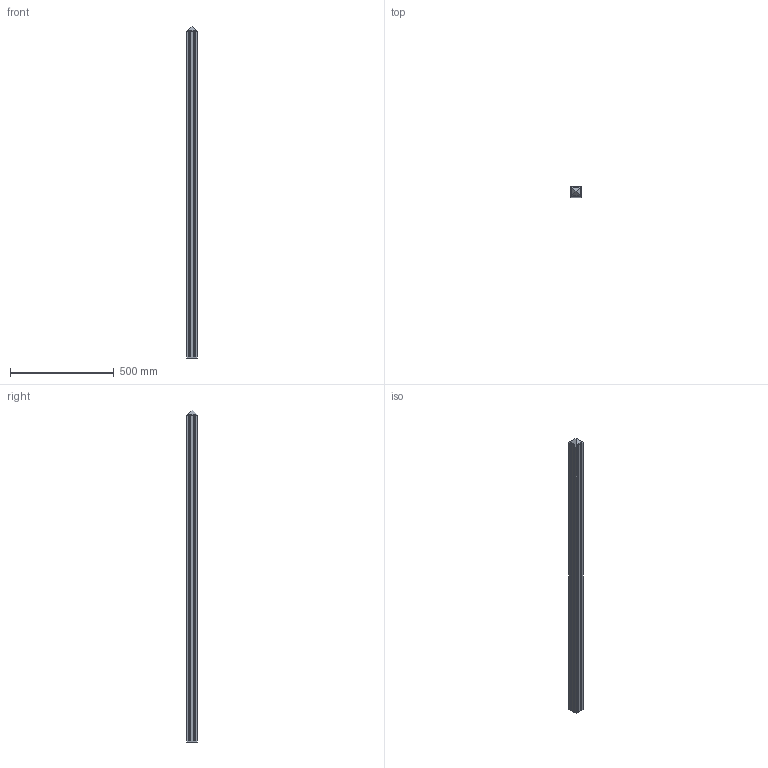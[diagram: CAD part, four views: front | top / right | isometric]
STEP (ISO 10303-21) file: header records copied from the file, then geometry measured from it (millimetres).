
FILE_DESCRIPTION(/* description */ (''),/* implementation_level */ '2;1');
FILE_NAME(/* name */ 'stringer-fluid.step',/* time_stamp */ '2019-08-03T10:43:50-05:00',/* author */ (''),/* organization */ (''),/* preprocessor_version */ 'ST-DEVELOPER v18',/* originating_system */ 'Autodesk Translation Framework v8.2.0.1029',/* authorisation */ '');
FILE_SCHEMA (('AUTOMOTIVE_DESIGN { 1 0 10303 214 3 1 1 }'));
Length unit declared in the file: inch
Products named in the file (1): stringer-fluid
Bounding box: 50.8 x 50.8 x 1600.2 mm (x, y, z)
Volume: 4084443.2 mm3; surface area: 1309264.2 mm2
Topology: 33 solids, 33 shells, 233 faces, 496 edges, 329 vertices
Faces by surface type: plane 209, cylinder 24
Entity records: 6188 total; most frequent: CARTESIAN_POINT 1059, DIRECTION 1012, ORIENTED_EDGE 992, EDGE_CURVE 496, LINE 448, VECTOR 448, VERTEX_POINT 329, AXIS2_PLACEMENT_3D 282
